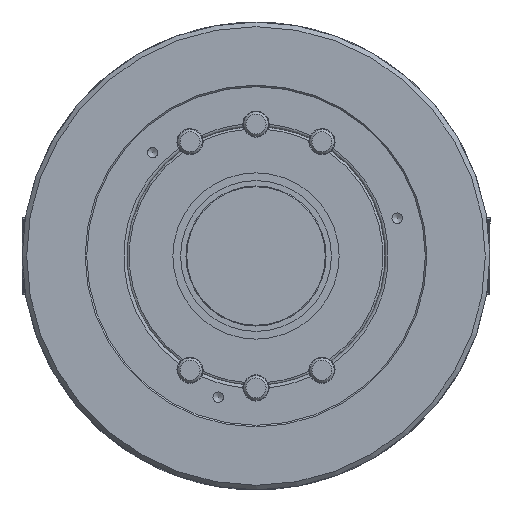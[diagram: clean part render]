
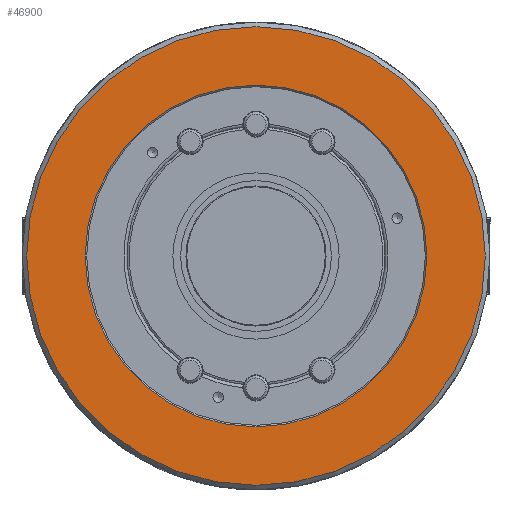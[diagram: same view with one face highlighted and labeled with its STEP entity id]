
A CAD part, left-side view. The second image highlights one B-rep face of the part: STEP entity #46900.
In plain terms, the highlighted planar face has unit normal (-1, 0, 0).
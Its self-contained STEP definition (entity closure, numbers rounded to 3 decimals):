
#3714 = DIRECTION ( 'NONE',  ( 0., 0., 1. ) ) ;
#3765 = DIRECTION ( 'NONE',  ( 1., 0., 0. ) ) ;
#3773 = CARTESIAN_POINT ( 'NONE',  ( 0., 0., 0. ) ) ;
#3846 = AXIS2_PLACEMENT_3D ( 'NONE', #5585, #21152, #36549 ) ;
#5465 = EDGE_LOOP ( 'NONE', ( #7592 ) ) ;
#5585 = CARTESIAN_POINT ( 'NONE',  ( 0., 110., 0. ) ) ;
#7572 = ORIENTED_EDGE ( 'NONE', *, *, #46090, .T. ) ;
#7592 = ORIENTED_EDGE ( 'NONE', *, *, #11860, .T. ) ;
#8749 = AXIS2_PLACEMENT_3D ( 'NONE', #29219, #44440, #9734 ) ;
#9377 = FACE_OUTER_BOUND ( 'NONE', #36437, .T. ) ;
#9734 = DIRECTION ( 'NONE',  ( 0., 0., 1. ) ) ;
#11860 = EDGE_CURVE ( 'NONE', #12413, #12413, #21270, .T. ) ;
#12413 = VERTEX_POINT ( 'NONE', #28084 ) ;
#21152 = DIRECTION ( 'NONE',  ( -1., 0., 0. ) ) ;
#21270 = CIRCLE ( 'NONE', #49386, 111. ) ;
#23165 = VERTEX_POINT ( 'NONE', #38455 ) ;
#25039 = FACE_BOUND ( 'NONE', #5465, .T. ) ;
#28084 = CARTESIAN_POINT ( 'NONE',  ( 0., 0., 111. ) ) ;
#29219 = CARTESIAN_POINT ( 'NONE',  ( 0., 0., 0. ) ) ;
#30854 = CIRCLE ( 'NONE', #8749, 149. ) ;
#36437 = EDGE_LOOP ( 'NONE', ( #7572 ) ) ;
#36549 = DIRECTION ( 'NONE',  ( 0., 0., 1. ) ) ;
#38455 = CARTESIAN_POINT ( 'NONE',  ( 0., 0., 149. ) ) ;
#40277 = PLANE ( 'NONE',  #3846 ) ;
#44440 = DIRECTION ( 'NONE',  ( -1., 0., 0. ) ) ;
#46090 = EDGE_CURVE ( 'NONE', #23165, #23165, #30854, .T. ) ;
#46900 = ADVANCED_FACE ( 'NONE', ( #9377, #25039 ), #40277, .T. ) ;
#49386 = AXIS2_PLACEMENT_3D ( 'NONE', #3773, #3765, #3714 ) ;
